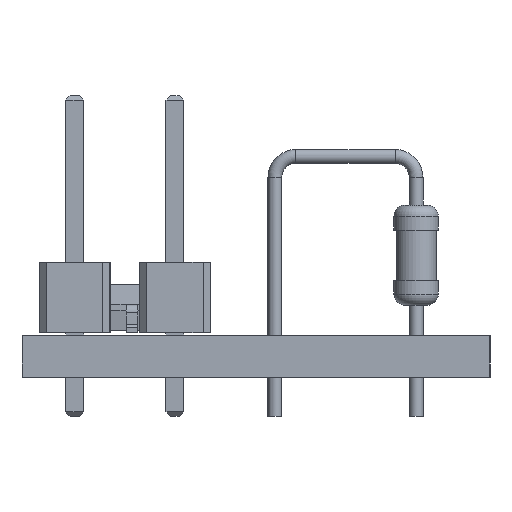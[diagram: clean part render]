
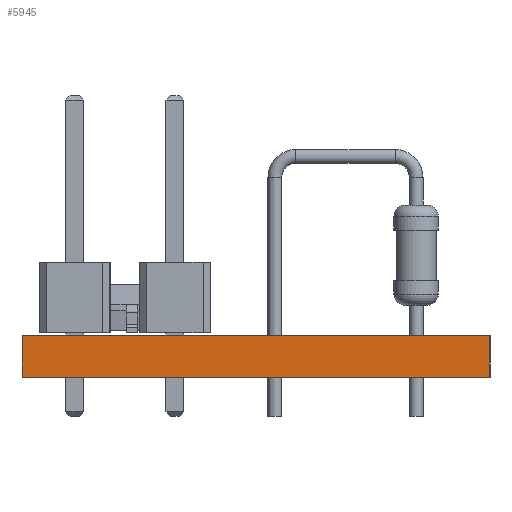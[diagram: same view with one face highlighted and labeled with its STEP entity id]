
A CAD part, left-side view. The second image highlights one B-rep face of the part: STEP entity #5945.
In plain terms, the highlighted planar face has unit normal (-1, 0, 0).
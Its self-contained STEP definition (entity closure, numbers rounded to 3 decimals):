
#5889 = VERTEX_POINT('',#5890);
#5890 = CARTESIAN_POINT('',(134.12,-126.39,1.51));
#5896 = EDGE_CURVE('',#5897,#5889,#5899,.T.);
#5897 = VERTEX_POINT('',#5898);
#5898 = CARTESIAN_POINT('',(134.12,-126.39,0.));
#5899 = LINE('',#5900,#5901);
#5900 = CARTESIAN_POINT('',(134.12,-126.39,0.));
#5901 = VECTOR('',#5902,1.);
#5902 = DIRECTION('',(0.,0.,1.));
#5945 = ADVANCED_FACE('',(#5946),#5971,.T.);
#5946 = FACE_BOUND('',#5947,.T.);
#5947 = EDGE_LOOP('',(#5948,#5949,#5957,#5965));
#5948 = ORIENTED_EDGE('',*,*,#5896,.T.);
#5949 = ORIENTED_EDGE('',*,*,#5950,.T.);
#5950 = EDGE_CURVE('',#5889,#5951,#5953,.T.);
#5951 = VERTEX_POINT('',#5952);
#5952 = CARTESIAN_POINT('',(134.12,-109.55,1.51));
#5953 = LINE('',#5954,#5955);
#5954 = CARTESIAN_POINT('',(134.12,-126.39,1.51));
#5955 = VECTOR('',#5956,1.);
#5956 = DIRECTION('',(0.,1.,0.));
#5957 = ORIENTED_EDGE('',*,*,#5958,.F.);
#5958 = EDGE_CURVE('',#5959,#5951,#5961,.T.);
#5959 = VERTEX_POINT('',#5960);
#5960 = CARTESIAN_POINT('',(134.12,-109.55,0.));
#5961 = LINE('',#5962,#5963);
#5962 = CARTESIAN_POINT('',(134.12,-109.55,0.));
#5963 = VECTOR('',#5964,1.);
#5964 = DIRECTION('',(0.,0.,1.));
#5965 = ORIENTED_EDGE('',*,*,#5966,.F.);
#5966 = EDGE_CURVE('',#5897,#5959,#5967,.T.);
#5967 = LINE('',#5968,#5969);
#5968 = CARTESIAN_POINT('',(134.12,-126.39,0.));
#5969 = VECTOR('',#5970,1.);
#5970 = DIRECTION('',(0.,1.,0.));
#5971 = PLANE('',#5972);
#5972 = AXIS2_PLACEMENT_3D('',#5973,#5974,#5975);
#5973 = CARTESIAN_POINT('',(134.12,-126.39,0.));
#5974 = DIRECTION('',(-1.,0.,0.));
#5975 = DIRECTION('',(0.,1.,0.));
